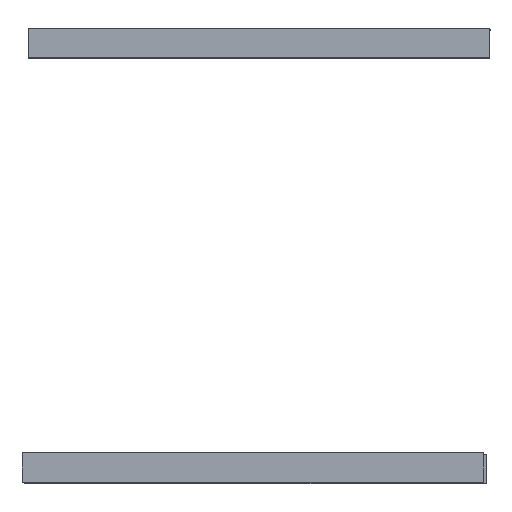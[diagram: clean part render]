
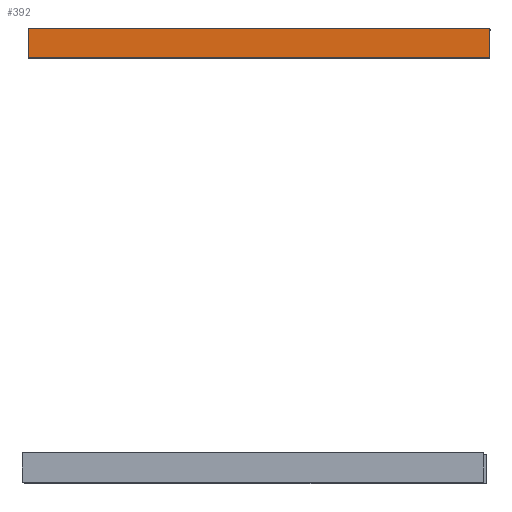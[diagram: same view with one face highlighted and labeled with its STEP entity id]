
A CAD part, left-side view. The second image highlights one B-rep face of the part: STEP entity #392.
In plain terms, the highlighted planar face has unit normal (-1, 0, 0).
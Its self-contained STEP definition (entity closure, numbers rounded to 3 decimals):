
#48=FACE_OUTER_BOUND('',#72,.T.);
#72=EDGE_LOOP('',(#287,#288,#289,#290));
#91=LINE('',#612,#139);
#95=LINE('',#620,#143);
#98=LINE('',#626,#146);
#101=LINE('',#631,#149);
#139=VECTOR('',#499,10.);
#143=VECTOR('',#505,10.);
#146=VECTOR('',#510,10.);
#149=VECTOR('',#515,10.);
#187=VERTEX_POINT('',#610);
#188=VERTEX_POINT('',#611);
#191=VERTEX_POINT('',#619);
#193=VERTEX_POINT('',#625);
#219=EDGE_CURVE('',#187,#188,#91,.T.);
#223=EDGE_CURVE('',#188,#191,#95,.T.);
#226=EDGE_CURVE('',#191,#193,#98,.T.);
#229=EDGE_CURVE('',#193,#187,#101,.T.);
#287=ORIENTED_EDGE('',*,*,#229,.T.);
#288=ORIENTED_EDGE('',*,*,#219,.T.);
#289=ORIENTED_EDGE('',*,*,#223,.T.);
#290=ORIENTED_EDGE('',*,*,#226,.T.);
#368=PLANE('',#467);
#392=ADVANCED_FACE('',(#48),#368,.F.);
#467=AXIS2_PLACEMENT_3D('',#634,#519,#520);
#499=DIRECTION('',(0.,0.,1.));
#505=DIRECTION('',(0.,1.,0.));
#510=DIRECTION('',(0.,0.,-1.));
#515=DIRECTION('',(0.,-1.,0.));
#519=DIRECTION('center_axis',(1.,0.,0.));
#520=DIRECTION('ref_axis',(0.,1.,0.));
#610=CARTESIAN_POINT('',(0.,-131.817,-93.51));
#611=CARTESIAN_POINT('',(0.,-131.817,-90.51));
#612=CARTESIAN_POINT('',(0.,-131.817,-93.51));
#619=CARTESIAN_POINT('',(0.,-84.817,-90.51));
#620=CARTESIAN_POINT('',(0.,-131.817,-90.51));
#625=CARTESIAN_POINT('',(0.,-84.817,-93.51));
#626=CARTESIAN_POINT('',(0.,-84.817,-90.51));
#631=CARTESIAN_POINT('',(0.,-84.817,-93.51));
#634=CARTESIAN_POINT('Origin',(0.,-108.317,-92.01));
